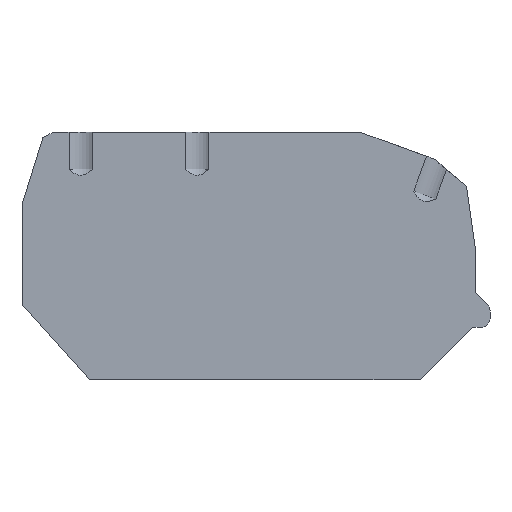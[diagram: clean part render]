
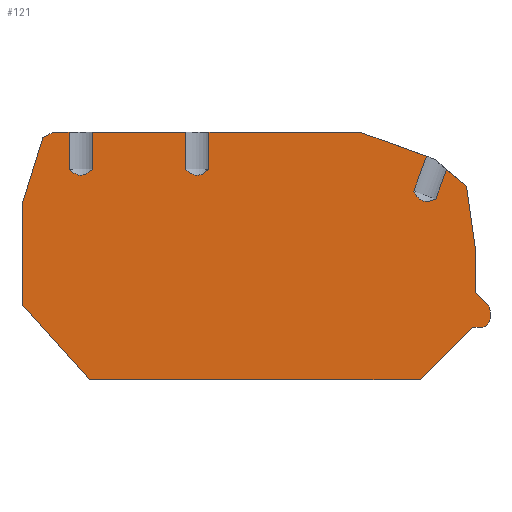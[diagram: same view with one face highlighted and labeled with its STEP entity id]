
A CAD part, top view. The second image highlights one B-rep face of the part: STEP entity #121.
In plain terms, the highlighted planar face has unit normal (0, 0, 1).
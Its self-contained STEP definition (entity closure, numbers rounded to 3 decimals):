
#121=ADVANCED_FACE('',(#177),#161,.F.);
#161=PLANE('',#778);
#177=FACE_OUTER_BOUND('',#217,.T.);
#217=EDGE_LOOP('',(#289,#290,#291,#292,#293,#294,#295,#296,#297,#298,#299,
#300,#301,#302,#303,#304,#305,#306,#307,#308,#309,#310,#311,#312,#313,#314,
#315));
#257=CIRCLE('',#776,1.);
#258=CIRCLE('',#777,1.);
#273=B_SPLINE_CURVE_WITH_KNOTS('',3,(#1022,#1023,#1024,#1025),.UNSPECIFIED.,
 .F.,.F.,(4,4),(0.,1.),.UNSPECIFIED.);
#274=B_SPLINE_CURVE_WITH_KNOTS('',3,(#1033,#1034,#1035,#1036),.UNSPECIFIED.,
 .F.,.F.,(4,4),(0.,1.),.UNSPECIFIED.);
#275=B_SPLINE_CURVE_WITH_KNOTS('',3,(#1072,#1073,#1074,#1075),.UNSPECIFIED.,
 .F.,.F.,(4,4),(0.,1.),.UNSPECIFIED.);
#289=ORIENTED_EDGE('',*,*,#545,.T.);
#290=ORIENTED_EDGE('',*,*,#546,.F.);
#291=ORIENTED_EDGE('',*,*,#547,.F.);
#292=ORIENTED_EDGE('',*,*,#548,.F.);
#293=ORIENTED_EDGE('',*,*,#549,.T.);
#294=ORIENTED_EDGE('',*,*,#550,.T.);
#295=ORIENTED_EDGE('',*,*,#551,.F.);
#296=ORIENTED_EDGE('',*,*,#552,.F.);
#297=ORIENTED_EDGE('',*,*,#553,.T.);
#298=ORIENTED_EDGE('',*,*,#554,.T.);
#299=ORIENTED_EDGE('',*,*,#555,.F.);
#300=ORIENTED_EDGE('',*,*,#556,.F.);
#301=ORIENTED_EDGE('',*,*,#557,.F.);
#302=ORIENTED_EDGE('',*,*,#558,.F.);
#303=ORIENTED_EDGE('',*,*,#559,.F.);
#304=ORIENTED_EDGE('',*,*,#560,.T.);
#305=ORIENTED_EDGE('',*,*,#561,.T.);
#306=ORIENTED_EDGE('',*,*,#562,.T.);
#307=ORIENTED_EDGE('',*,*,#563,.F.);
#308=ORIENTED_EDGE('',*,*,#564,.F.);
#309=ORIENTED_EDGE('',*,*,#565,.F.);
#310=ORIENTED_EDGE('',*,*,#566,.F.);
#311=ORIENTED_EDGE('',*,*,#567,.F.);
#312=ORIENTED_EDGE('',*,*,#568,.F.);
#313=ORIENTED_EDGE('',*,*,#569,.F.);
#314=ORIENTED_EDGE('',*,*,#570,.F.);
#315=ORIENTED_EDGE('',*,*,#571,.T.);
#485=VERTEX_POINT('',#1014);
#486=VERTEX_POINT('',#1015);
#487=VERTEX_POINT('',#1017);
#488=VERTEX_POINT('',#1019);
#489=VERTEX_POINT('',#1021);
#490=VERTEX_POINT('',#1026);
#491=VERTEX_POINT('',#1028);
#492=VERTEX_POINT('',#1030);
#493=VERTEX_POINT('',#1032);
#494=VERTEX_POINT('',#1037);
#495=VERTEX_POINT('',#1039);
#496=VERTEX_POINT('',#1041);
#497=VERTEX_POINT('',#1043);
#498=VERTEX_POINT('',#1045);
#499=VERTEX_POINT('',#1047);
#500=VERTEX_POINT('',#1049);
#501=VERTEX_POINT('',#1051);
#502=VERTEX_POINT('',#1053);
#503=VERTEX_POINT('',#1055);
#504=VERTEX_POINT('',#1057);
#505=VERTEX_POINT('',#1059);
#506=VERTEX_POINT('',#1061);
#507=VERTEX_POINT('',#1063);
#508=VERTEX_POINT('',#1065);
#509=VERTEX_POINT('',#1067);
#510=VERTEX_POINT('',#1069);
#511=VERTEX_POINT('',#1071);
#545=EDGE_CURVE('',#485,#486,#643,.T.);
#546=EDGE_CURVE('',#487,#486,#644,.T.);
#547=EDGE_CURVE('',#488,#487,#645,.T.);
#548=EDGE_CURVE('',#489,#488,#646,.T.);
#549=EDGE_CURVE('',#489,#490,#273,.T.);
#550=EDGE_CURVE('',#490,#491,#647,.T.);
#551=EDGE_CURVE('',#492,#491,#648,.T.);
#552=EDGE_CURVE('',#493,#492,#649,.T.);
#553=EDGE_CURVE('',#493,#494,#274,.T.);
#554=EDGE_CURVE('',#494,#495,#650,.T.);
#555=EDGE_CURVE('',#496,#495,#651,.T.);
#556=EDGE_CURVE('',#497,#496,#652,.T.);
#557=EDGE_CURVE('',#498,#497,#653,.T.);
#558=EDGE_CURVE('',#499,#498,#654,.T.);
#559=EDGE_CURVE('',#500,#499,#655,.T.);
#560=EDGE_CURVE('',#500,#501,#656,.T.);
#561=EDGE_CURVE('',#501,#502,#657,.T.);
#562=EDGE_CURVE('',#502,#503,#658,.T.);
#563=EDGE_CURVE('',#504,#503,#257,.T.);
#564=EDGE_CURVE('',#505,#504,#659,.T.);
#565=EDGE_CURVE('',#506,#505,#258,.T.);
#566=EDGE_CURVE('',#507,#506,#660,.T.);
#567=EDGE_CURVE('',#508,#507,#661,.T.);
#568=EDGE_CURVE('',#509,#508,#662,.T.);
#569=EDGE_CURVE('',#510,#509,#663,.T.);
#570=EDGE_CURVE('',#511,#510,#664,.T.);
#571=EDGE_CURVE('',#511,#485,#275,.T.);
#643=LINE('',#1013,#709);
#644=LINE('',#1016,#710);
#645=LINE('',#1018,#711);
#646=LINE('',#1020,#712);
#647=LINE('',#1027,#713);
#648=LINE('',#1029,#714);
#649=LINE('',#1031,#715);
#650=LINE('',#1038,#716);
#651=LINE('',#1040,#717);
#652=LINE('',#1042,#718);
#653=LINE('',#1044,#719);
#654=LINE('',#1046,#720);
#655=LINE('',#1048,#721);
#656=LINE('',#1050,#722);
#657=LINE('',#1052,#723);
#658=LINE('',#1054,#724);
#659=LINE('',#1058,#725);
#660=LINE('',#1062,#726);
#661=LINE('',#1064,#727);
#662=LINE('',#1066,#728);
#663=LINE('',#1068,#729);
#664=LINE('',#1070,#730);
#709=VECTOR('',#834,1.);
#710=VECTOR('',#835,1.);
#711=VECTOR('',#836,1.);
#712=VECTOR('',#837,1.);
#713=VECTOR('',#838,1.);
#714=VECTOR('',#839,1.);
#715=VECTOR('',#840,1.);
#716=VECTOR('',#841,1.);
#717=VECTOR('',#842,1.);
#718=VECTOR('',#843,1.);
#719=VECTOR('',#844,1.);
#720=VECTOR('',#845,1.);
#721=VECTOR('',#846,1.);
#722=VECTOR('',#847,1.);
#723=VECTOR('',#848,1.);
#724=VECTOR('',#849,1.);
#725=VECTOR('',#852,1.);
#726=VECTOR('',#855,1.);
#727=VECTOR('',#856,1.);
#728=VECTOR('',#857,1.);
#729=VECTOR('',#858,1.);
#730=VECTOR('',#859,1.);
#776=AXIS2_PLACEMENT_3D('',#1056,#850,#851);
#777=AXIS2_PLACEMENT_3D('',#1060,#853,#854);
#778=AXIS2_PLACEMENT_3D('',#1076,#860,#861);
#834=DIRECTION('',(0.342,0.94,0.));
#835=DIRECTION('',(0.94,-0.342,0.));
#836=DIRECTION('',(1.,0.,0.));
#837=DIRECTION('',(0.,1.,0.));
#838=DIRECTION('',(0.,1.,0.));
#839=DIRECTION('',(1.,0.,0.));
#840=DIRECTION('',(0.,1.,0.));
#841=DIRECTION('',(0.,1.,0.));
#842=DIRECTION('',(1.,0.,0.));
#843=DIRECTION('',(0.869,0.494,0.));
#844=DIRECTION('',(0.296,0.955,0.));
#845=DIRECTION('',(0.,1.,0.));
#846=DIRECTION('',(-0.669,0.743,0.));
#847=DIRECTION('',(1.,0.,0.));
#848=DIRECTION('',(0.707,0.707,0.));
#849=DIRECTION('',(1.,0.,0.));
#850=DIRECTION('',(0.,0.,-1.));
#851=DIRECTION('',(1.,0.,0.));
#852=DIRECTION('',(0.,-1.,0.));
#853=DIRECTION('',(0.,0.,-1.));
#854=DIRECTION('',(0.707,0.707,0.));
#855=DIRECTION('',(0.707,-0.707,0.));
#856=DIRECTION('',(0.,-1.,0.));
#857=DIRECTION('',(0.139,-0.99,0.));
#858=DIRECTION('',(0.766,-0.643,0.));
#859=DIRECTION('',(0.342,0.94,0.));
#860=DIRECTION('',(0.,0.,-1.));
#861=DIRECTION('',(-1.,0.,0.));
#1013=CARTESIAN_POINT('',(23.669,22.153,-0.897));
#1014=CARTESIAN_POINT('',(23.669,22.153,-0.897));
#1015=CARTESIAN_POINT('',(25.139,26.194,-0.897));
#1016=CARTESIAN_POINT('',(17.43,29.,-0.897));
#1017=CARTESIAN_POINT('',(17.43,29.,-0.897));
#1018=CARTESIAN_POINT('',(-0.041,29.,-0.897));
#1019=CARTESIAN_POINT('',(-0.041,29.,-0.897));
#1020=CARTESIAN_POINT('',(-0.041,24.7,-0.897));
#1021=CARTESIAN_POINT('',(-0.041,24.7,-0.897));
#1022=CARTESIAN_POINT('',(-0.041,24.7,-0.897));
#1023=CARTESIAN_POINT('',(-1.036,23.765,-0.897));
#1024=CARTESIAN_POINT('',(-1.75,23.757,-0.897));
#1025=CARTESIAN_POINT('',(-2.754,24.7,-0.897));
#1026=CARTESIAN_POINT('',(-2.754,24.7,-0.897));
#1027=CARTESIAN_POINT('',(-2.754,24.7,-0.897));
#1028=CARTESIAN_POINT('',(-2.754,29.,-0.897));
#1029=CARTESIAN_POINT('',(-13.541,29.,-0.897));
#1030=CARTESIAN_POINT('',(-13.541,29.,-0.897));
#1031=CARTESIAN_POINT('',(-13.541,24.7,-0.897));
#1032=CARTESIAN_POINT('',(-13.541,24.7,-0.897));
#1033=CARTESIAN_POINT('',(-13.541,24.7,-0.897));
#1034=CARTESIAN_POINT('',(-14.536,23.765,-0.897));
#1035=CARTESIAN_POINT('',(-15.25,23.757,-0.897));
#1036=CARTESIAN_POINT('',(-16.254,24.7,-0.897));
#1037=CARTESIAN_POINT('',(-16.254,24.7,-0.897));
#1038=CARTESIAN_POINT('',(-16.254,24.7,-0.897));
#1039=CARTESIAN_POINT('',(-16.254,29.,-0.897));
#1040=CARTESIAN_POINT('',(-18.097,29.,-0.897));
#1041=CARTESIAN_POINT('',(-18.097,29.,-0.897));
#1042=CARTESIAN_POINT('',(-19.302,28.315,-0.897));
#1043=CARTESIAN_POINT('',(-19.302,28.315,-0.897));
#1044=CARTESIAN_POINT('',(-21.697,20.6,-0.897));
#1045=CARTESIAN_POINT('',(-21.697,20.6,-0.897));
#1046=CARTESIAN_POINT('',(-21.697,9.,-0.897));
#1047=CARTESIAN_POINT('',(-21.697,9.,-0.897));
#1048=CARTESIAN_POINT('',(-13.864,0.3,-0.897));
#1049=CARTESIAN_POINT('',(-13.864,0.3,-0.897));
#1050=CARTESIAN_POINT('',(-13.864,0.3,-0.897));
#1051=CARTESIAN_POINT('',(24.403,0.3,-0.897));
#1052=CARTESIAN_POINT('',(24.403,0.3,-0.897));
#1053=CARTESIAN_POINT('',(30.503,6.4,-0.897));
#1054=CARTESIAN_POINT('',(30.503,6.4,-0.897));
#1055=CARTESIAN_POINT('',(31.503,6.4,-0.897));
#1056=CARTESIAN_POINT('',(31.503,7.4,-0.897));
#1057=CARTESIAN_POINT('',(32.503,7.4,-0.897));
#1058=CARTESIAN_POINT('',(32.503,8.286,-0.897));
#1059=CARTESIAN_POINT('',(32.503,8.286,-0.897));
#1060=CARTESIAN_POINT('',(31.503,8.286,-0.897));
#1061=CARTESIAN_POINT('',(32.21,8.993,-0.897));
#1062=CARTESIAN_POINT('',(30.803,10.4,-0.897));
#1063=CARTESIAN_POINT('',(30.803,10.4,-0.897));
#1064=CARTESIAN_POINT('',(30.803,15.5,-0.897));
#1065=CARTESIAN_POINT('',(30.803,15.5,-0.897));
#1066=CARTESIAN_POINT('',(29.788,22.719,-0.897));
#1067=CARTESIAN_POINT('',(29.788,22.719,-0.897));
#1068=CARTESIAN_POINT('',(27.47,24.664,-0.897));
#1069=CARTESIAN_POINT('',(27.47,24.664,-0.897));
#1070=CARTESIAN_POINT('',(26.218,21.226,-0.897));
#1071=CARTESIAN_POINT('',(26.218,21.226,-0.897));
#1072=CARTESIAN_POINT('',(26.218,21.226,-0.897));
#1073=CARTESIAN_POINT('',(24.964,20.687,-0.897));
#1074=CARTESIAN_POINT('',(24.289,20.924,-0.897));
#1075=CARTESIAN_POINT('',(23.669,22.153,-0.897));
#1076=CARTESIAN_POINT('',(10.803,0.,-0.897));
